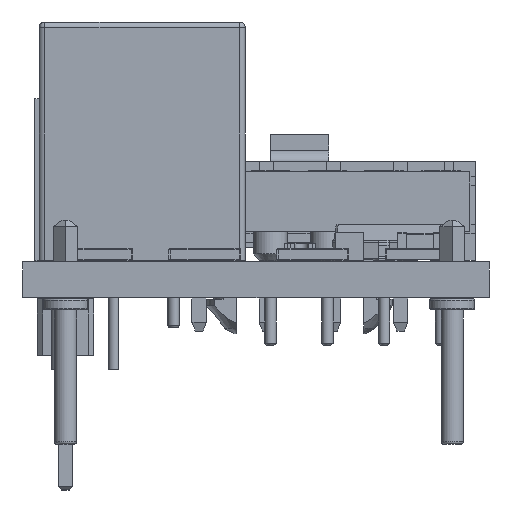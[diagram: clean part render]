
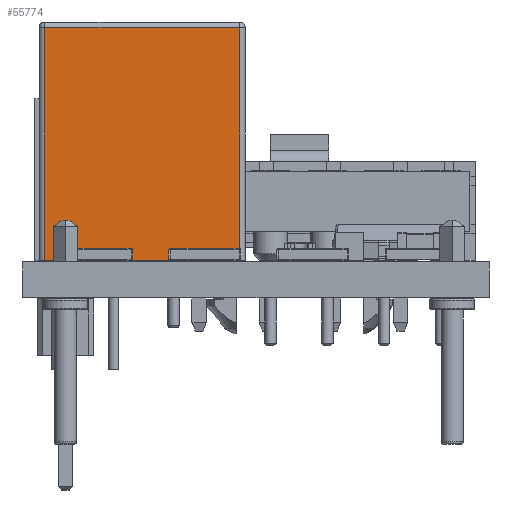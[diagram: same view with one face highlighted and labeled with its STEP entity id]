
A CAD part, left-side view. The second image highlights one B-rep face of the part: STEP entity #55774.
In plain terms, the highlighted face is planar.
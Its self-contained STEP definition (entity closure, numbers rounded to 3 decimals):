
#54368 = PLANE('',#54369);
#54369 = AXIS2_PLACEMENT_3D('',#54370,#54371,#54372);
#54370 = CARTESIAN_POINT('',(-1.4,-8.89,0.01));
#54371 = DIRECTION('',(0.,0.,-1.));
#54372 = DIRECTION('',(-1.,0.,0.));
#54396 = CYLINDRICAL_SURFACE('',#54397,0.25);
#54397 = AXIS2_PLACEMENT_3D('',#54398,#54399,#54400);
#54398 = CARTESIAN_POINT('',(-5.75,-19.565,0.01));
#54399 = DIRECTION('',(0.,0.,1.));
#54400 = DIRECTION('',(-1.,0.,0.));
#54609 = CYLINDRICAL_SURFACE('',#54610,0.25);
#54610 = AXIS2_PLACEMENT_3D('',#54611,#54612,#54613);
#54611 = CARTESIAN_POINT('',(2.95,-19.565,0.01));
#54612 = DIRECTION('',(0.,0.,1.));
#54613 = DIRECTION('',(0.,-1.,0.));
#55113 = VERTEX_POINT('',#55114);
#55114 = CARTESIAN_POINT('',(-5.75,-19.815,0.01));
#55140 = EDGE_CURVE('',#55113,#55141,#55143,.T.);
#55141 = VERTEX_POINT('',#55142);
#55142 = CARTESIAN_POINT('',(-5.75,-19.815,10.41));
#55143 = SURFACE_CURVE('',#55144,(#55148,#55155),.PCURVE_S1.);
#55144 = LINE('',#55145,#55146);
#55145 = CARTESIAN_POINT('',(-5.75,-19.815,0.01));
#55146 = VECTOR('',#55147,1.);
#55147 = DIRECTION('',(0.,0.,1.));
#55148 = PCURVE('',#54396,#55149);
#55149 = DEFINITIONAL_REPRESENTATION('',(#55150),#55154);
#55150 = LINE('',#55151,#55152);
#55151 = CARTESIAN_POINT('',(1.571,0.));
#55152 = VECTOR('',#55153,1.);
#55153 = DIRECTION('',(0.,1.));
#55154 = ( GEOMETRIC_REPRESENTATION_CONTEXT(2) 
PARAMETRIC_REPRESENTATION_CONTEXT() REPRESENTATION_CONTEXT('2D SPACE',''
  ) );
#55155 = PCURVE('',#55156,#55161);
#55156 = PLANE('',#55157);
#55157 = AXIS2_PLACEMENT_3D('',#55158,#55159,#55160);
#55158 = CARTESIAN_POINT('',(3.2,-19.815,0.01));
#55159 = DIRECTION('',(0.,-1.,0.));
#55160 = DIRECTION('',(-1.,0.,0.));
#55161 = DEFINITIONAL_REPRESENTATION('',(#55162),#55166);
#55162 = LINE('',#55163,#55164);
#55163 = CARTESIAN_POINT('',(8.95,0.));
#55164 = VECTOR('',#55165,1.);
#55165 = DIRECTION('',(0.,-1.));
#55166 = ( GEOMETRIC_REPRESENTATION_CONTEXT(2) 
PARAMETRIC_REPRESENTATION_CONTEXT() REPRESENTATION_CONTEXT('2D SPACE',''
  ) );
#55193 = EDGE_CURVE('',#55194,#55113,#55196,.T.);
#55194 = VERTEX_POINT('',#55195);
#55195 = CARTESIAN_POINT('',(2.95,-19.815,0.01));
#55196 = SURFACE_CURVE('',#55197,(#55201,#55208),.PCURVE_S1.);
#55197 = LINE('',#55198,#55199);
#55198 = CARTESIAN_POINT('',(3.2,-19.815,0.01));
#55199 = VECTOR('',#55200,1.);
#55200 = DIRECTION('',(-1.,0.,0.));
#55201 = PCURVE('',#54368,#55202);
#55202 = DEFINITIONAL_REPRESENTATION('',(#55203),#55207);
#55203 = LINE('',#55204,#55205);
#55204 = CARTESIAN_POINT('',(-4.6,-10.925));
#55205 = VECTOR('',#55206,1.);
#55206 = DIRECTION('',(1.,0.));
#55207 = ( GEOMETRIC_REPRESENTATION_CONTEXT(2) 
PARAMETRIC_REPRESENTATION_CONTEXT() REPRESENTATION_CONTEXT('2D SPACE',''
  ) );
#55208 = PCURVE('',#55156,#55209);
#55209 = DEFINITIONAL_REPRESENTATION('',(#55210),#55214);
#55210 = LINE('',#55211,#55212);
#55211 = CARTESIAN_POINT('',(0.,0.));
#55212 = VECTOR('',#55213,1.);
#55213 = DIRECTION('',(1.,0.));
#55214 = ( GEOMETRIC_REPRESENTATION_CONTEXT(2) 
PARAMETRIC_REPRESENTATION_CONTEXT() REPRESENTATION_CONTEXT('2D SPACE',''
  ) );
#55378 = EDGE_CURVE('',#55194,#55379,#55381,.T.);
#55379 = VERTEX_POINT('',#55380);
#55380 = CARTESIAN_POINT('',(2.95,-19.815,10.41));
#55381 = SURFACE_CURVE('',#55382,(#55386,#55393),.PCURVE_S1.);
#55382 = LINE('',#55383,#55384);
#55383 = CARTESIAN_POINT('',(2.95,-19.815,0.01));
#55384 = VECTOR('',#55385,1.);
#55385 = DIRECTION('',(0.,0.,1.));
#55386 = PCURVE('',#54609,#55387);
#55387 = DEFINITIONAL_REPRESENTATION('',(#55388),#55392);
#55388 = LINE('',#55389,#55390);
#55389 = CARTESIAN_POINT('',(0.,0.));
#55390 = VECTOR('',#55391,1.);
#55391 = DIRECTION('',(0.,1.));
#55392 = ( GEOMETRIC_REPRESENTATION_CONTEXT(2) 
PARAMETRIC_REPRESENTATION_CONTEXT() REPRESENTATION_CONTEXT('2D SPACE',''
  ) );
#55393 = PCURVE('',#55156,#55394);
#55394 = DEFINITIONAL_REPRESENTATION('',(#55395),#55399);
#55395 = LINE('',#55396,#55397);
#55396 = CARTESIAN_POINT('',(0.25,0.));
#55397 = VECTOR('',#55398,1.);
#55398 = DIRECTION('',(0.,-1.));
#55399 = ( GEOMETRIC_REPRESENTATION_CONTEXT(2) 
PARAMETRIC_REPRESENTATION_CONTEXT() REPRESENTATION_CONTEXT('2D SPACE',''
  ) );
#55715 = CYLINDRICAL_SURFACE('',#55716,0.25);
#55716 = AXIS2_PLACEMENT_3D('',#55717,#55718,#55719);
#55717 = CARTESIAN_POINT('',(2.95,-19.565,10.41));
#55718 = DIRECTION('',(-1.,0.,0.));
#55719 = DIRECTION('',(0.,0.,1.));
#55774 = ADVANCED_FACE('',(#55775),#55156,.T.);
#55775 = FACE_BOUND('',#55776,.T.);
#55776 = EDGE_LOOP('',(#55777,#55778,#55799,#55800));
#55777 = ORIENTED_EDGE('',*,*,#55378,.T.);
#55778 = ORIENTED_EDGE('',*,*,#55779,.T.);
#55779 = EDGE_CURVE('',#55379,#55141,#55780,.T.);
#55780 = SURFACE_CURVE('',#55781,(#55785,#55792),.PCURVE_S1.);
#55781 = LINE('',#55782,#55783);
#55782 = CARTESIAN_POINT('',(2.95,-19.815,10.41));
#55783 = VECTOR('',#55784,1.);
#55784 = DIRECTION('',(-1.,0.,0.));
#55785 = PCURVE('',#55156,#55786);
#55786 = DEFINITIONAL_REPRESENTATION('',(#55787),#55791);
#55787 = LINE('',#55788,#55789);
#55788 = CARTESIAN_POINT('',(0.25,-10.4));
#55789 = VECTOR('',#55790,1.);
#55790 = DIRECTION('',(1.,0.));
#55791 = ( GEOMETRIC_REPRESENTATION_CONTEXT(2) 
PARAMETRIC_REPRESENTATION_CONTEXT() REPRESENTATION_CONTEXT('2D SPACE',''
  ) );
#55792 = PCURVE('',#55715,#55793);
#55793 = DEFINITIONAL_REPRESENTATION('',(#55794),#55798);
#55794 = LINE('',#55795,#55796);
#55795 = CARTESIAN_POINT('',(4.712,0.));
#55796 = VECTOR('',#55797,1.);
#55797 = DIRECTION('',(0.,1.));
#55798 = ( GEOMETRIC_REPRESENTATION_CONTEXT(2) 
PARAMETRIC_REPRESENTATION_CONTEXT() REPRESENTATION_CONTEXT('2D SPACE',''
  ) );
#55799 = ORIENTED_EDGE('',*,*,#55140,.F.);
#55800 = ORIENTED_EDGE('',*,*,#55193,.F.);
